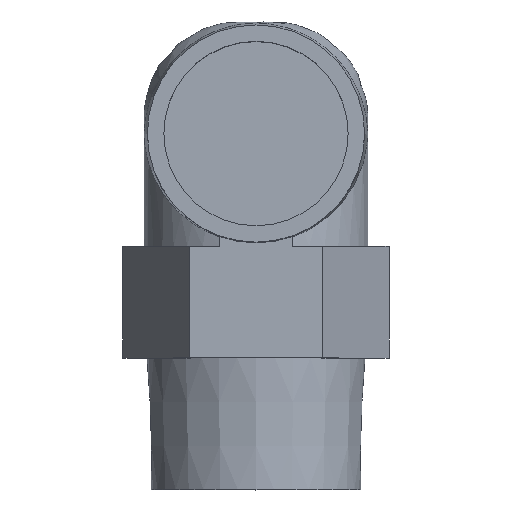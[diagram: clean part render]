
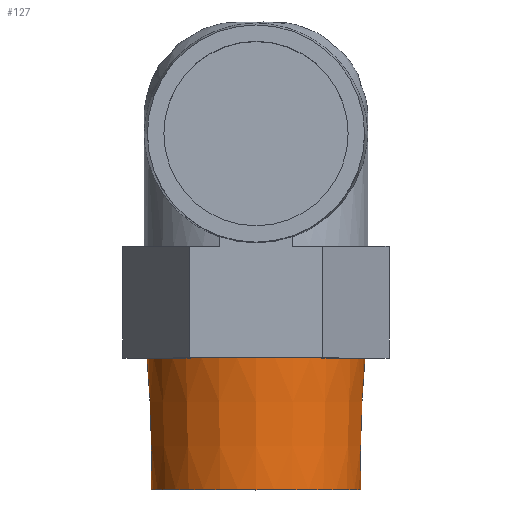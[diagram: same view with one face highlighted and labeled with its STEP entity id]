
A CAD part, top view. The second image highlights one B-rep face of the part: STEP entity #127.
In plain terms, the highlighted conical face has half-angle 1.79 degrees and reference radius 16.701 mm.
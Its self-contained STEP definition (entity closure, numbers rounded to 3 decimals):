
#127 = ADVANCED_FACE( '', ( #265, #266 ), #267, .T. );
#265 = FACE_BOUND( '', #710, .T. );
#266 = FACE_OUTER_BOUND( '', #711, .T. );
#267 = CONICAL_SURFACE( '', #712, 16.701, 0.031 );
#710 = EDGE_LOOP( '', ( #980 ) );
#711 = EDGE_LOOP( '', ( #981 ) );
#712 = AXIS2_PLACEMENT_3D( '', #982, #983, #984 );
#980 = ORIENTED_EDGE( '', *, *, #1099, .F. );
#981 = ORIENTED_EDGE( '', *, *, #1074, .T. );
#982 = CARTESIAN_POINT( '', ( 0., 7.818, 0. ) );
#983 = DIRECTION( '', ( 0., 1., 0. ) );
#984 = DIRECTION( '', ( 0., 0., 1. ) );
#1074 = EDGE_CURVE( '', #1221, #1221, #1222, .T. );
#1099 = EDGE_CURVE( '', #1254, #1254, #1255, .F. );
#1221 = VERTEX_POINT( '', #1477 );
#1222 = CIRCLE( '', #1478, 16.544 );
#1254 = VERTEX_POINT( '', #1600 );
#1255 = CIRCLE( '', #1601, 15.919 );
#1477 = CARTESIAN_POINT( '', ( 0., 2.812, -16.544 ) );
#1478 = AXIS2_PLACEMENT_3D( '', #1702, #1703, #1704 );
#1600 = CARTESIAN_POINT( '', ( 0., -17.188, 15.919 ) );
#1601 = AXIS2_PLACEMENT_3D( '', #1734, #1735, #1736 );
#1702 = CARTESIAN_POINT( '', ( 0., 2.812, 0. ) );
#1703 = DIRECTION( '', ( 0., -1., 0. ) );
#1704 = DIRECTION( '', ( 0., 0., -1. ) );
#1734 = CARTESIAN_POINT( '', ( 0., -17.188, 0. ) );
#1735 = DIRECTION( '', ( 0., 1., 0. ) );
#1736 = DIRECTION( '', ( 0., 0., 1. ) );
